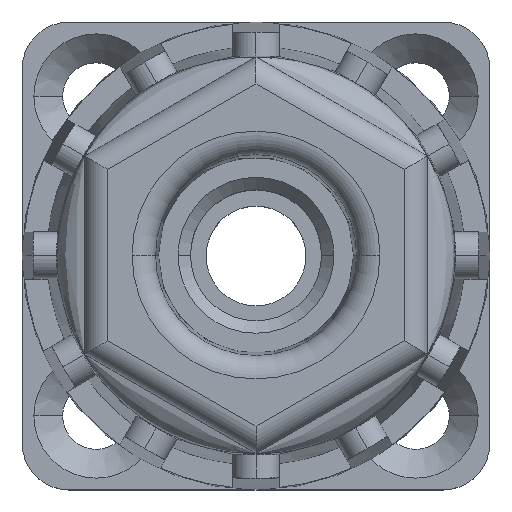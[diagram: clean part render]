
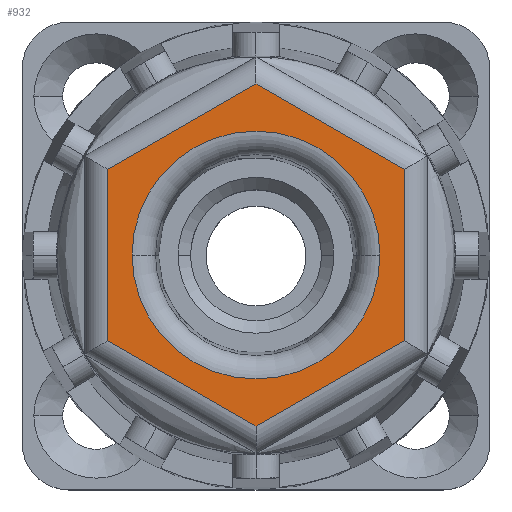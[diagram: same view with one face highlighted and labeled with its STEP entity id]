
A CAD part, top view. The second image highlights one B-rep face of the part: STEP entity #932.
In plain terms, the highlighted planar face has unit normal (0, 0, 1).
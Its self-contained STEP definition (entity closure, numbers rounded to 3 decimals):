
#787 = EDGE_CURVE ( 'NONE', #939, #942, #3859, .T. ) ;
#789 = ORIENTED_EDGE ( 'NONE', *, *, #787, .T. ) ;
#790 = EDGE_CURVE ( 'NONE', #942, #817, #3755, .T. ) ;
#792 = ORIENTED_EDGE ( 'NONE', *, *, #790, .T. ) ;
#794 = ORIENTED_EDGE ( 'NONE', *, *, #1367, .T. ) ;
#795 = ORIENTED_EDGE ( 'NONE', *, *, #941, .T. ) ;
#796 = VERTEX_POINT ( 'NONE', #3896 ) ;
#816 = VERTEX_POINT ( 'NONE', #3815 ) ;
#817 = VERTEX_POINT ( 'NONE', #3798 ) ;
#932 = ADVANCED_FACE ( 'NONE', ( #4266, #4263 ), #4265, .F. ) ;
#933 = ORIENTED_EDGE ( 'NONE', *, *, #966, .T. ) ;
#934 = EDGE_CURVE ( 'NONE', #817, #796, #4270, .T. ) ;
#935 = VERTEX_POINT ( 'NONE', #4231 ) ;
#937 = ORIENTED_EDGE ( 'NONE', *, *, #938, .T. ) ;
#938 = EDGE_CURVE ( 'NONE', #816, #935, #4120, .T. ) ;
#939 = VERTEX_POINT ( 'NONE', #4134 ) ;
#940 = EDGE_CURVE ( 'NONE', #935, #939, #4190, .T. ) ;
#941 = EDGE_CURVE ( 'NONE', #1341, #1371, #4116, .T. ) ;
#942 = VERTEX_POINT ( 'NONE', #4186 ) ;
#963 = EDGE_LOOP ( 'NONE', ( #794, #795 ) ) ;
#964 = EDGE_LOOP ( 'NONE', ( #976, #933, #937, #968, #789, #792 ) ) ;
#966 = EDGE_CURVE ( 'NONE', #796, #816, #4215, .T. ) ;
#968 = ORIENTED_EDGE ( 'NONE', *, *, #940, .T. ) ;
#976 = ORIENTED_EDGE ( 'NONE', *, *, #934, .T. ) ;
#1341 = VERTEX_POINT ( 'NONE', #4750 ) ;
#1367 = EDGE_CURVE ( 'NONE', #1371, #1341, #5024, .T. ) ;
#1371 = VERTEX_POINT ( 'NONE', #4989 ) ;
#3752 = DIRECTION ( 'NONE',  ( 0.866, 0.5, 0. ) ) ;
#3753 = VECTOR ( 'NONE', #3752, 1000. ) ;
#3754 = CARTESIAN_POINT ( 'NONE',  ( 15.75, -1.876, 30. ) ) ;
#3755 = LINE ( 'NONE', #3754, #3753 ) ;
#3798 = CARTESIAN_POINT ( 'NONE',  ( 9.5, -5.485, 30. ) ) ;
#3815 = CARTESIAN_POINT ( 'NONE',  ( 0., 10.97, 30. ) ) ;
#3859 = LINE ( 'NONE', #3898, #3892 ) ;
#3892 = VECTOR ( 'NONE', #3897, 1000. ) ;
#3896 = CARTESIAN_POINT ( 'NONE',  ( 9.5, 5.485, 30. ) ) ;
#3897 = DIRECTION ( 'NONE',  ( 0.866, -0.5, 0. ) ) ;
#3898 = CARTESIAN_POINT ( 'NONE',  ( 0.75, -11.403, 30. ) ) ;
#4116 = CIRCLE ( 'NONE', #4268, 7.949 ) ;
#4117 = DIRECTION ( 'NONE',  ( -0.866, -0.5, 0. ) ) ;
#4118 = VECTOR ( 'NONE', #4117, 1000. ) ;
#4119 = CARTESIAN_POINT ( 'NONE',  ( 6.25, 14.578, 30. ) ) ;
#4120 = LINE ( 'NONE', #4119, #4118 ) ;
#4132 = DIRECTION ( 'NONE',  ( 0., 0., -1. ) ) ;
#4134 = CARTESIAN_POINT ( 'NONE',  ( -9.5, -5.485, 30. ) ) ;
#4142 = DIRECTION ( 'NONE',  ( -1., 0., 0. ) ) ;
#4143 = DIRECTION ( 'NONE',  ( 0., 0., -1. ) ) ;
#4144 = CARTESIAN_POINT ( 'NONE',  ( 0., 0., 30. ) ) ;
#4152 = AXIS2_PLACEMENT_3D ( 'NONE', #4260, #4132, #4269 ) ;
#4186 = CARTESIAN_POINT ( 'NONE',  ( 0., -10.97, 30. ) ) ;
#4187 = DIRECTION ( 'NONE',  ( 0., -1., 0. ) ) ;
#4188 = VECTOR ( 'NONE', #4187, 1000. ) ;
#4189 = CARTESIAN_POINT ( 'NONE',  ( -9.5, 6.351, 30. ) ) ;
#4190 = LINE ( 'NONE', #4189, #4188 ) ;
#4214 = CARTESIAN_POINT ( 'NONE',  ( 10.25, 5.052, 30. ) ) ;
#4215 = LINE ( 'NONE', #4214, #4219 ) ;
#4218 = DIRECTION ( 'NONE',  ( -0.866, 0.5, 0. ) ) ;
#4219 = VECTOR ( 'NONE', #4218, 1000. ) ;
#4226 = DIRECTION ( 'NONE',  ( 0., 1., 0. ) ) ;
#4227 = VECTOR ( 'NONE', #4226, 1000. ) ;
#4228 = CARTESIAN_POINT ( 'NONE',  ( 9.5, 6.351, 30. ) ) ;
#4231 = CARTESIAN_POINT ( 'NONE',  ( -9.5, 5.485, 30. ) ) ;
#4260 = CARTESIAN_POINT ( 'NONE',  ( 11., 6.351, 30. ) ) ;
#4263 = FACE_BOUND ( 'NONE', #963, .T. ) ;
#4265 = PLANE ( 'NONE',  #4152 ) ;
#4266 = FACE_OUTER_BOUND ( 'NONE', #964, .T. ) ;
#4268 = AXIS2_PLACEMENT_3D ( 'NONE', #4144, #4143, #4142 ) ;
#4269 = DIRECTION ( 'NONE',  ( -1., 0., 0. ) ) ;
#4270 = LINE ( 'NONE', #4228, #4227 ) ;
#4750 = CARTESIAN_POINT ( 'NONE',  ( 7.949, 0., 30. ) ) ;
#4989 = CARTESIAN_POINT ( 'NONE',  ( -7.949, 0., 30. ) ) ;
#5008 = DIRECTION ( 'NONE',  ( -1., 0., 0. ) ) ;
#5009 = DIRECTION ( 'NONE',  ( 0., 0., -1. ) ) ;
#5010 = CARTESIAN_POINT ( 'NONE',  ( 0., 0., 30. ) ) ;
#5011 = AXIS2_PLACEMENT_3D ( 'NONE', #5010, #5009, #5008 ) ;
#5024 = CIRCLE ( 'NONE', #5011, 7.949 ) ;
